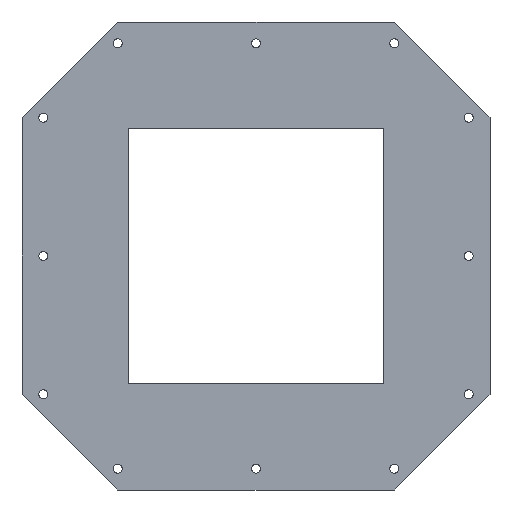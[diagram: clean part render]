
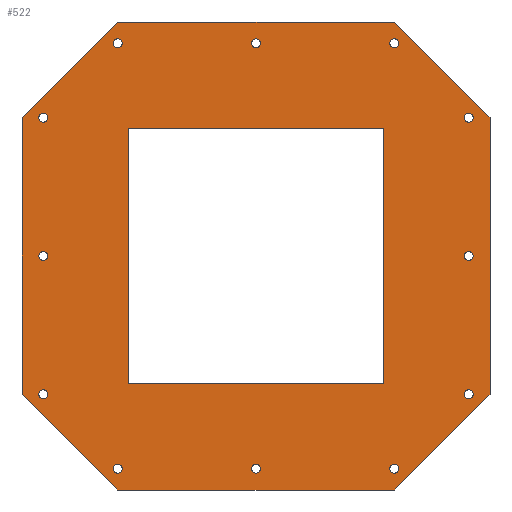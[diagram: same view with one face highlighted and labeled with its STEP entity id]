
A CAD part, front view. The second image highlights one B-rep face of the part: STEP entity #522.
In plain terms, the highlighted planar face has unit normal (0, -1, 0).
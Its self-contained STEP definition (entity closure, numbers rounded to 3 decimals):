
#19=LINE('',#784,#55);
#23=LINE('',#792,#59);
#26=LINE('',#798,#62);
#29=LINE('',#803,#65);
#31=LINE('',#808,#67);
#35=LINE('',#816,#71);
#38=LINE('',#822,#74);
#41=LINE('',#828,#77);
#44=LINE('',#834,#80);
#47=LINE('',#840,#83);
#50=LINE('',#846,#86);
#53=LINE('',#851,#89);
#55=VECTOR('',#655,10.);
#59=VECTOR('',#661,10.);
#62=VECTOR('',#666,10.);
#65=VECTOR('',#671,10.);
#67=VECTOR('',#675,10.);
#71=VECTOR('',#681,10.);
#74=VECTOR('',#686,10.);
#77=VECTOR('',#691,10.);
#80=VECTOR('',#696,10.);
#83=VECTOR('',#701,10.);
#86=VECTOR('',#706,10.);
#89=VECTOR('',#711,10.);
#104=PLANE('',#575);
#130=FACE_BOUND('',#220,.T.);
#131=FACE_BOUND('',#221,.T.);
#132=FACE_BOUND('',#222,.T.);
#133=FACE_BOUND('',#223,.T.);
#134=FACE_BOUND('',#224,.T.);
#135=FACE_BOUND('',#225,.T.);
#136=FACE_BOUND('',#226,.T.);
#137=FACE_BOUND('',#227,.T.);
#138=FACE_BOUND('',#228,.T.);
#139=FACE_BOUND('',#229,.T.);
#140=FACE_BOUND('',#230,.T.);
#141=FACE_BOUND('',#231,.T.);
#142=FACE_BOUND('',#232,.T.);
#168=FACE_OUTER_BOUND('',#219,.T.);
#219=EDGE_LOOP('',(#461,#462,#463,#464,#465,#466,#467,#468));
#220=EDGE_LOOP('',(#469));
#221=EDGE_LOOP('',(#470));
#222=EDGE_LOOP('',(#471));
#223=EDGE_LOOP('',(#472));
#224=EDGE_LOOP('',(#473));
#225=EDGE_LOOP('',(#474));
#226=EDGE_LOOP('',(#475));
#227=EDGE_LOOP('',(#476));
#228=EDGE_LOOP('',(#477));
#229=EDGE_LOOP('',(#478));
#230=EDGE_LOOP('',(#479));
#231=EDGE_LOOP('',(#480));
#232=EDGE_LOOP('',(#481,#482,#483,#484));
#233=CIRCLE('',#527,2.05);
#235=CIRCLE('',#530,2.05);
#237=CIRCLE('',#533,2.05);
#239=CIRCLE('',#536,2.05);
#241=CIRCLE('',#539,2.05);
#243=CIRCLE('',#542,2.05);
#245=CIRCLE('',#545,2.05);
#247=CIRCLE('',#548,2.05);
#249=CIRCLE('',#551,2.05);
#251=CIRCLE('',#554,2.05);
#253=CIRCLE('',#557,2.05);
#255=CIRCLE('',#560,2.05);
#257=VERTEX_POINT('',#722);
#259=VERTEX_POINT('',#727);
#261=VERTEX_POINT('',#732);
#263=VERTEX_POINT('',#737);
#265=VERTEX_POINT('',#742);
#267=VERTEX_POINT('',#747);
#269=VERTEX_POINT('',#752);
#271=VERTEX_POINT('',#757);
#273=VERTEX_POINT('',#762);
#275=VERTEX_POINT('',#767);
#277=VERTEX_POINT('',#772);
#279=VERTEX_POINT('',#777);
#281=VERTEX_POINT('',#782);
#282=VERTEX_POINT('',#783);
#285=VERTEX_POINT('',#791);
#287=VERTEX_POINT('',#797);
#289=VERTEX_POINT('',#806);
#290=VERTEX_POINT('',#807);
#293=VERTEX_POINT('',#815);
#295=VERTEX_POINT('',#821);
#297=VERTEX_POINT('',#827);
#299=VERTEX_POINT('',#833);
#301=VERTEX_POINT('',#839);
#303=VERTEX_POINT('',#845);
#305=EDGE_CURVE('',#257,#257,#233,.T.);
#307=EDGE_CURVE('',#259,#259,#235,.T.);
#309=EDGE_CURVE('',#261,#261,#237,.T.);
#311=EDGE_CURVE('',#263,#263,#239,.T.);
#313=EDGE_CURVE('',#265,#265,#241,.T.);
#315=EDGE_CURVE('',#267,#267,#243,.T.);
#317=EDGE_CURVE('',#269,#269,#245,.T.);
#319=EDGE_CURVE('',#271,#271,#247,.T.);
#321=EDGE_CURVE('',#273,#273,#249,.T.);
#323=EDGE_CURVE('',#275,#275,#251,.T.);
#325=EDGE_CURVE('',#277,#277,#253,.T.);
#327=EDGE_CURVE('',#279,#279,#255,.T.);
#329=EDGE_CURVE('',#281,#282,#19,.T.);
#333=EDGE_CURVE('',#285,#281,#23,.T.);
#336=EDGE_CURVE('',#287,#285,#26,.T.);
#339=EDGE_CURVE('',#282,#287,#29,.T.);
#341=EDGE_CURVE('',#289,#290,#31,.T.);
#345=EDGE_CURVE('',#290,#293,#35,.T.);
#348=EDGE_CURVE('',#293,#295,#38,.T.);
#351=EDGE_CURVE('',#295,#297,#41,.T.);
#354=EDGE_CURVE('',#297,#299,#44,.T.);
#357=EDGE_CURVE('',#299,#301,#47,.T.);
#360=EDGE_CURVE('',#301,#303,#50,.T.);
#363=EDGE_CURVE('',#303,#289,#53,.T.);
#461=ORIENTED_EDGE('',*,*,#363,.T.);
#462=ORIENTED_EDGE('',*,*,#341,.T.);
#463=ORIENTED_EDGE('',*,*,#345,.T.);
#464=ORIENTED_EDGE('',*,*,#348,.T.);
#465=ORIENTED_EDGE('',*,*,#351,.T.);
#466=ORIENTED_EDGE('',*,*,#354,.T.);
#467=ORIENTED_EDGE('',*,*,#357,.T.);
#468=ORIENTED_EDGE('',*,*,#360,.T.);
#469=ORIENTED_EDGE('',*,*,#305,.T.);
#470=ORIENTED_EDGE('',*,*,#307,.T.);
#471=ORIENTED_EDGE('',*,*,#309,.T.);
#472=ORIENTED_EDGE('',*,*,#311,.T.);
#473=ORIENTED_EDGE('',*,*,#313,.T.);
#474=ORIENTED_EDGE('',*,*,#315,.T.);
#475=ORIENTED_EDGE('',*,*,#317,.T.);
#476=ORIENTED_EDGE('',*,*,#319,.T.);
#477=ORIENTED_EDGE('',*,*,#321,.T.);
#478=ORIENTED_EDGE('',*,*,#323,.T.);
#479=ORIENTED_EDGE('',*,*,#325,.T.);
#480=ORIENTED_EDGE('',*,*,#327,.T.);
#481=ORIENTED_EDGE('',*,*,#339,.F.);
#482=ORIENTED_EDGE('',*,*,#329,.F.);
#483=ORIENTED_EDGE('',*,*,#333,.F.);
#484=ORIENTED_EDGE('',*,*,#336,.F.);
#522=ADVANCED_FACE('',(#168,#130,#131,#132,#133,#134,#135,#136,#137,#138,
#139,#140,#141,#142),#104,.F.);
#527=AXIS2_PLACEMENT_3D('',#723,#583,#584);
#530=AXIS2_PLACEMENT_3D('',#728,#589,#590);
#533=AXIS2_PLACEMENT_3D('',#733,#595,#596);
#536=AXIS2_PLACEMENT_3D('',#738,#601,#602);
#539=AXIS2_PLACEMENT_3D('',#743,#607,#608);
#542=AXIS2_PLACEMENT_3D('',#748,#613,#614);
#545=AXIS2_PLACEMENT_3D('',#753,#619,#620);
#548=AXIS2_PLACEMENT_3D('',#758,#625,#626);
#551=AXIS2_PLACEMENT_3D('',#763,#631,#632);
#554=AXIS2_PLACEMENT_3D('',#768,#637,#638);
#557=AXIS2_PLACEMENT_3D('',#773,#643,#644);
#560=AXIS2_PLACEMENT_3D('',#778,#649,#650);
#575=AXIS2_PLACEMENT_3D('',#854,#715,#716);
#583=DIRECTION('center_axis',(0.,1.,0.));
#584=DIRECTION('ref_axis',(-1.,0.,0.));
#589=DIRECTION('center_axis',(0.,1.,0.));
#590=DIRECTION('ref_axis',(-1.,0.,0.));
#595=DIRECTION('center_axis',(0.,1.,0.));
#596=DIRECTION('ref_axis',(-1.,0.,0.));
#601=DIRECTION('center_axis',(0.,1.,0.));
#602=DIRECTION('ref_axis',(-1.,0.,0.));
#607=DIRECTION('center_axis',(0.,1.,0.));
#608=DIRECTION('ref_axis',(-1.,0.,0.));
#613=DIRECTION('center_axis',(0.,1.,0.));
#614=DIRECTION('ref_axis',(-1.,0.,0.));
#619=DIRECTION('center_axis',(0.,1.,0.));
#620=DIRECTION('ref_axis',(-1.,0.,0.));
#625=DIRECTION('center_axis',(0.,1.,0.));
#626=DIRECTION('ref_axis',(-1.,0.,0.));
#631=DIRECTION('center_axis',(0.,1.,0.));
#632=DIRECTION('ref_axis',(-1.,0.,0.));
#637=DIRECTION('center_axis',(0.,1.,0.));
#638=DIRECTION('ref_axis',(-1.,0.,0.));
#643=DIRECTION('center_axis',(0.,1.,0.));
#644=DIRECTION('ref_axis',(-1.,0.,0.));
#649=DIRECTION('center_axis',(0.,1.,0.));
#650=DIRECTION('ref_axis',(-1.,0.,0.));
#655=DIRECTION('',(-1.,0.,0.));
#661=DIRECTION('',(0.,0.,1.));
#666=DIRECTION('',(1.,0.,0.));
#671=DIRECTION('',(0.,0.,-1.));
#675=DIRECTION('',(-0.707,0.,-0.707));
#681=DIRECTION('',(0.,0.,-1.));
#686=DIRECTION('',(0.707,0.,-0.707));
#691=DIRECTION('',(1.,0.,0.));
#696=DIRECTION('',(0.707,0.,0.707));
#701=DIRECTION('',(0.,0.,1.));
#706=DIRECTION('',(-0.707,0.,0.707));
#711=DIRECTION('',(-1.,0.,0.));
#715=DIRECTION('center_axis',(0.,1.,0.));
#716=DIRECTION('ref_axis',(1.,0.,0.));
#722=CARTESIAN_POINT('',(67.05,0.,100.));
#723=CARTESIAN_POINT('Origin',(65.,0.,100.));
#727=CARTESIAN_POINT('',(-97.95,0.,0.));
#728=CARTESIAN_POINT('Origin',(-100.,0.,0.));
#732=CARTESIAN_POINT('',(67.05,0.,-100.));
#733=CARTESIAN_POINT('Origin',(65.,0.,-100.));
#737=CARTESIAN_POINT('',(2.05,0.,-100.));
#738=CARTESIAN_POINT('Origin',(0.,0.,-100.));
#742=CARTESIAN_POINT('',(-97.95,0.,65.));
#743=CARTESIAN_POINT('Origin',(-100.,0.,65.));
#747=CARTESIAN_POINT('',(102.05,0.,65.));
#748=CARTESIAN_POINT('Origin',(100.,0.,65.));
#752=CARTESIAN_POINT('',(2.05,0.,100.));
#753=CARTESIAN_POINT('Origin',(0.,0.,100.));
#757=CARTESIAN_POINT('',(-97.95,0.,-65.));
#758=CARTESIAN_POINT('Origin',(-100.,0.,-65.));
#762=CARTESIAN_POINT('',(102.05,0.,-65.));
#763=CARTESIAN_POINT('Origin',(100.,0.,-65.));
#767=CARTESIAN_POINT('',(-62.95,0.,-100.));
#768=CARTESIAN_POINT('Origin',(-65.,0.,-100.));
#772=CARTESIAN_POINT('',(-62.95,0.,100.));
#773=CARTESIAN_POINT('Origin',(-65.,0.,100.));
#777=CARTESIAN_POINT('',(102.05,0.,0.));
#778=CARTESIAN_POINT('Origin',(100.,0.,0.));
#782=CARTESIAN_POINT('',(60.,0.,60.));
#783=CARTESIAN_POINT('',(-60.,0.,60.));
#784=CARTESIAN_POINT('',(-60.,0.,60.));
#791=CARTESIAN_POINT('',(60.,0.,-60.));
#792=CARTESIAN_POINT('',(60.,0.,60.));
#797=CARTESIAN_POINT('',(-60.,0.,-60.));
#798=CARTESIAN_POINT('',(60.,0.,-60.));
#803=CARTESIAN_POINT('',(-60.,0.,-60.));
#806=CARTESIAN_POINT('',(-65.,0.,110.));
#807=CARTESIAN_POINT('',(-110.,0.,65.));
#808=CARTESIAN_POINT('',(-65.,0.,110.));
#815=CARTESIAN_POINT('',(-110.,0.,-65.));
#816=CARTESIAN_POINT('',(-110.,0.,65.));
#821=CARTESIAN_POINT('',(-65.,0.,-110.));
#822=CARTESIAN_POINT('',(-110.,0.,-65.));
#827=CARTESIAN_POINT('',(65.,0.,-110.));
#828=CARTESIAN_POINT('',(-65.,0.,-110.));
#833=CARTESIAN_POINT('',(110.,0.,-65.));
#834=CARTESIAN_POINT('',(65.,0.,-110.));
#839=CARTESIAN_POINT('',(110.,0.,65.));
#840=CARTESIAN_POINT('',(110.,0.,-65.));
#845=CARTESIAN_POINT('',(65.,0.,110.));
#846=CARTESIAN_POINT('',(110.,0.,65.));
#851=CARTESIAN_POINT('',(65.,0.,110.));
#854=CARTESIAN_POINT('Origin',(0.,0.,0.));
